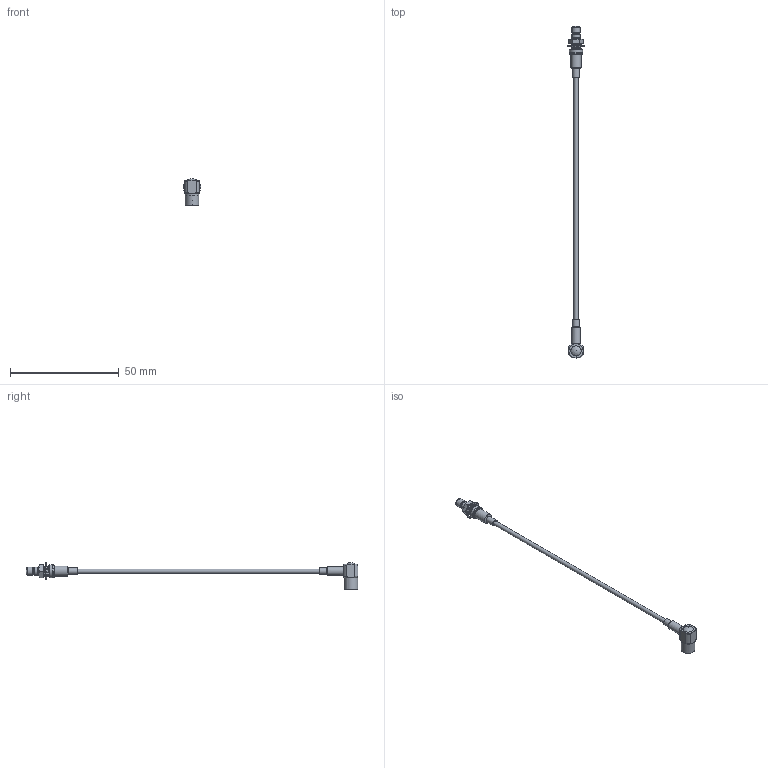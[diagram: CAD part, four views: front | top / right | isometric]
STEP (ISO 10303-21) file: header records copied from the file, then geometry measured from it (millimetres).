
FILE_DESCRIPTION(/* description */ ('Unknown'),/* implementation_level */ '2;1');
FILE_NAME(/* name */ '65503110415301',/* time_stamp */ '2020-01-17T15:52:46+01:00',/* author */ ('Unknown'),/* organization */ ('Unknown'),/* preprocessor_version */ 'ST-DEVELOPER v16.7',/* originating_system */ 'DEX',/* authorisation */ $);
FILE_SCHEMA (('AUTOMOTIVE_DESIGN {1 0 10303 214 3 1 1}'));
Length unit declared in the file: millimetre
Products named in the file (1): 65503110415301
Bounding box: 7.9 x 152.4 x 12.36 mm (x, y, z)
Volume: 2131 mm3; surface area: 5207.9 mm2
Topology: 9 solids, 9 shells, 5292 faces, 11190 edges, 5908 vertices
Faces by surface type: bspline 3608, cylinder 1098, plane 454, cone 110, torus 22
Full cylindrical faces by diameter (mm): 0.3 x2, 0.5 x2, 0.55 x2, 0.86 x4, 0.9 x2, 0.94 x2, 0.95 x2, 0.96 x2, 1.27 x2, 1.36 x4, 1.5 x4, 1.8 x4, 1.9 x2, 1.96 x2, 2 x6, 2.1 x2, 2.5 x2, 2.7 x4, 2.8 x2, 2.9 x2, 3 x6, 3.32 x2, 3.68 x4, 3.7 x2, 3.72 x2, 4 x2, 4.44 x2, 4.46 x1, 4.62 x2, 4.7 x2
Entity records: 302604 total; most frequent: CARTESIAN_POINT 194453, ORIENTED_EDGE 21892, EDGE_CURVE 10946, DIRECTION 5896, VERTEX_POINT 5834, FACE_BOUND 5584, EDGE_LOOP 5578, ADVANCED_FACE 5292
